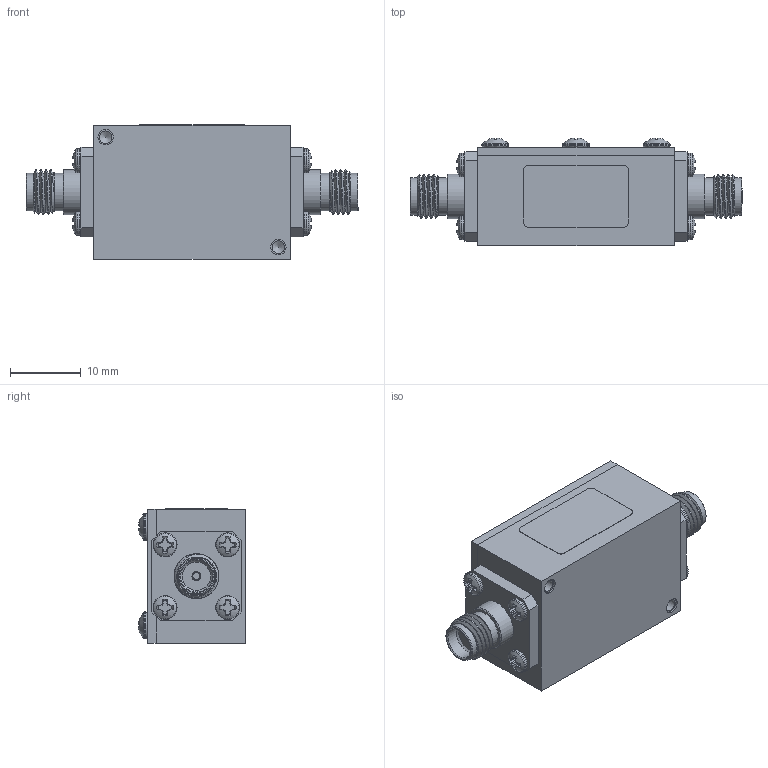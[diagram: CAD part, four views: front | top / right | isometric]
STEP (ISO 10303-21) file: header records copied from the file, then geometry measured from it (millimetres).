
FILE_DESCRIPTION (( 'STEP AP203' ), '1' );
FILE_NAME ('FMFL025_3D.step', '2021-08-16T21:07:34', ( '' ), ( '' ), 'SwSTEP 2.0', 'SolidWorks 2021', '' );
FILE_SCHEMA (( 'CONFIG_CONTROL_DESIGN' ));
Products named in the file (1): FMFL025_3D
Bounding box: 47.09 x 15.22 x 19.1 mm (x, y, z)
Volume: 8396.3 mm3; surface area: 3572.2 mm2
Topology: 1 solids, 11 shells, 667 faces, 1742 edges, 1156 vertices
Faces by surface type: plane 345, cylinder 212, cone 46, bspline 40, torus 16, sphere 8
Full cylindrical faces by diameter (mm): 1.016 x4, 1.27 x4, 1.778 x2, 1.854 x10, 2.184 x2, 3.393 x8, 3.83 x6, 4.521 x2, 5.08 x2, 5.334 x4, 6.35 x2
Entity records: 32579 total; most frequent: CARTESIAN_POINT 17626, ORIENTED_EDGE 3296, DIRECTION 2710, EDGE_CURVE 1648, VERTEX_POINT 1146, AXIS2_PLACEMENT_3D 1006, EDGE_LOOP 810, FACE_OUTER_BOUND 749
